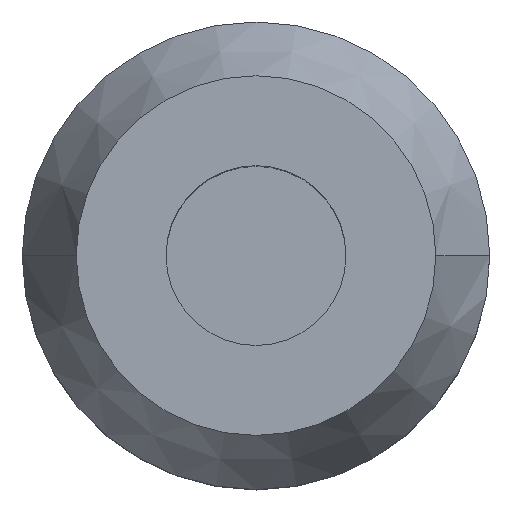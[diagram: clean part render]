
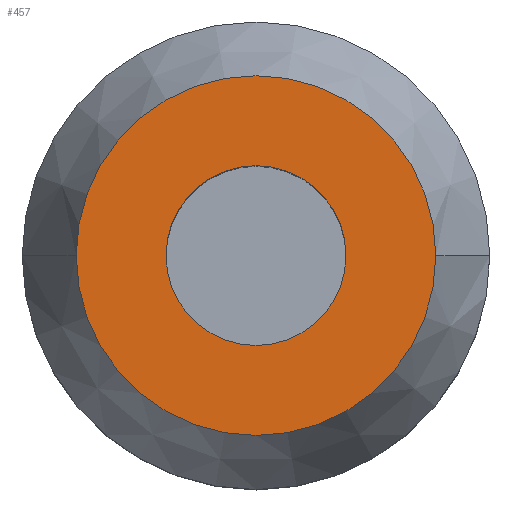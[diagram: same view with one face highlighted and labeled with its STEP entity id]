
A CAD part, top view. The second image highlights one B-rep face of the part: STEP entity #457.
In plain terms, the highlighted planar face has unit normal (0, 0, 1).
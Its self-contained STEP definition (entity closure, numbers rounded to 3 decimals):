
#8 = ORIENTED_EDGE ( 'NONE', *, *, #3027, .T. ) ;
#47 = EDGE_CURVE ( 'NONE', #376, #3901, #2922, .T. ) ;
#246 = CIRCLE ( 'NONE', #4190, 10. ) ;
#324 = DIRECTION ( 'NONE',  ( 0., 0., -1. ) ) ;
#353 = DIRECTION ( 'NONE',  ( -1., 0., 0. ) ) ;
#376 = VERTEX_POINT ( 'NONE', #1147 ) ;
#457 = ADVANCED_FACE ( 'NONE', ( #4384, #1789 ), #888, .T. ) ;
#560 = VERTEX_POINT ( 'NONE', #4223 ) ;
#772 = VERTEX_POINT ( 'NONE', #4301 ) ;
#888 = PLANE ( 'NONE',  #3763 ) ;
#1100 = ORIENTED_EDGE ( 'NONE', *, *, #1472, .T. ) ;
#1147 = CARTESIAN_POINT ( 'NONE',  ( -20., 0., 60. ) ) ;
#1210 = DIRECTION ( 'NONE',  ( -1., 0., 0. ) ) ;
#1472 = EDGE_CURVE ( 'NONE', #772, #560, #246, .T. ) ;
#1568 = DIRECTION ( 'NONE',  ( 0., 0., -1. ) ) ;
#1615 = EDGE_LOOP ( 'NONE', ( #1100, #8 ) ) ;
#1722 = CARTESIAN_POINT ( 'NONE',  ( 0., 0., 60. ) ) ;
#1789 = FACE_OUTER_BOUND ( 'NONE', #2605, .T. ) ;
#1800 = DIRECTION ( 'NONE',  ( -1., 0., 0. ) ) ;
#1811 = CARTESIAN_POINT ( 'NONE',  ( 20., 0., 60. ) ) ;
#2013 = CIRCLE ( 'NONE', #2424, 10. ) ;
#2118 = ORIENTED_EDGE ( 'NONE', *, *, #47, .F. ) ;
#2351 = CARTESIAN_POINT ( 'NONE',  ( 0., 20., 60. ) ) ;
#2424 = AXIS2_PLACEMENT_3D ( 'NONE', #3572, #324, #353 ) ;
#2484 = DIRECTION ( 'NONE',  ( -1., 0., 0. ) ) ;
#2605 = EDGE_LOOP ( 'NONE', ( #2118, #2673 ) ) ;
#2673 = ORIENTED_EDGE ( 'NONE', *, *, #3659, .F. ) ;
#2690 = AXIS2_PLACEMENT_3D ( 'NONE', #4073, #1568, #1210 ) ;
#2922 = CIRCLE ( 'NONE', #2690, 20. ) ;
#3027 = EDGE_CURVE ( 'NONE', #560, #772, #2013, .T. ) ;
#3559 = DIRECTION ( 'NONE',  ( 0., 0., -1. ) ) ;
#3572 = CARTESIAN_POINT ( 'NONE',  ( 0., 0., 60. ) ) ;
#3659 = EDGE_CURVE ( 'NONE', #3901, #376, #4434, .T. ) ;
#3763 = AXIS2_PLACEMENT_3D ( 'NONE', #2351, #3861, #3834 ) ;
#3822 = AXIS2_PLACEMENT_3D ( 'NONE', #1722, #3559, #2484 ) ;
#3834 = DIRECTION ( 'NONE',  ( 1., 0., 0. ) ) ;
#3861 = DIRECTION ( 'NONE',  ( 0., 0., 1. ) ) ;
#3901 = VERTEX_POINT ( 'NONE', #1811 ) ;
#3972 = CARTESIAN_POINT ( 'NONE',  ( 0., 0., 60. ) ) ;
#4073 = CARTESIAN_POINT ( 'NONE',  ( 0., 0., 60. ) ) ;
#4190 = AXIS2_PLACEMENT_3D ( 'NONE', #3972, #4338, #1800 ) ;
#4223 = CARTESIAN_POINT ( 'NONE',  ( 10., 0., 60. ) ) ;
#4301 = CARTESIAN_POINT ( 'NONE',  ( -10., 0., 60. ) ) ;
#4338 = DIRECTION ( 'NONE',  ( 0., 0., -1. ) ) ;
#4384 = FACE_BOUND ( 'NONE', #1615, .T. ) ;
#4434 = CIRCLE ( 'NONE', #3822, 20. ) ;
